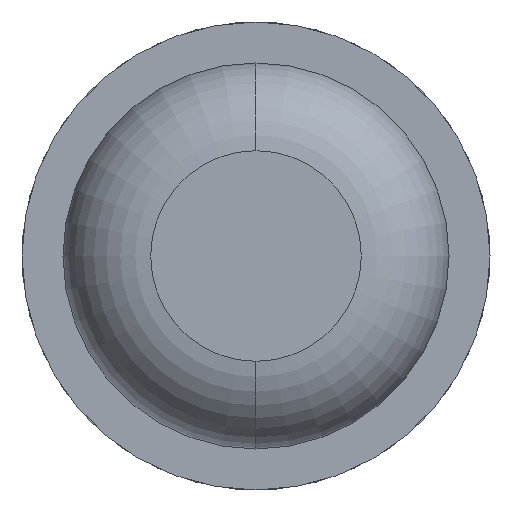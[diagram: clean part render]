
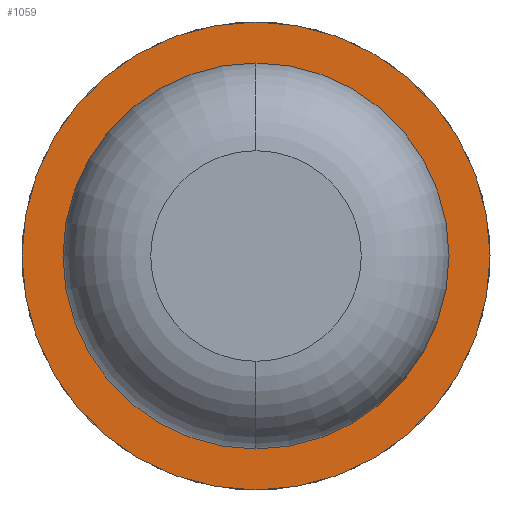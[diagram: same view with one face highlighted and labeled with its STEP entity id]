
A CAD part, front view. The second image highlights one B-rep face of the part: STEP entity #1059.
In plain terms, the highlighted planar face has unit normal (0, -1, 0).
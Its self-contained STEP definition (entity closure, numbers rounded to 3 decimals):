
#91 = DIRECTION ( 'NONE',  ( 0., 1., 0. ) ) ;
#318 = ORIENTED_EDGE ( 'NONE', *, *, #2755, .T. ) ;
#413 = VERTEX_POINT ( 'NONE', #2657 ) ;
#469 = DIRECTION ( 'NONE',  ( -1., 0., 0. ) ) ;
#578 = CARTESIAN_POINT ( 'NONE',  ( 0., -8., 0. ) ) ;
#692 = EDGE_CURVE ( 'Defeature ausgef�hrt1_5+Defeature ausgef�hrt1_0+Defeature ausgef�hrt1_0+Defeature ausgef�hrt1_0', #3346, #2827, #2304, .T. ) ;
#801 = EDGE_CURVE ( 'Defeature ausgef�hrt1_6+Defeature ausgef�hrt1_5+Defeature ausgef�hrt1_5+Defeature ausgef�hrt1_5', #3036, #413, #2734, .T. ) ;
#887 = DIRECTION ( 'NONE',  ( -1., 0., 0. ) ) ;
#891 = DIRECTION ( 'NONE',  ( 0., 1., 0. ) ) ;
#1059 = ADVANCED_FACE ( 'Defeature ausgef�hrt1_5', ( #1764, #1622 ), #1963, .F. ) ;
#1622 = FACE_BOUND ( 'NONE', #3955, .T. ) ;
#1661 = DIRECTION ( 'NONE',  ( 0., 1., 0. ) ) ;
#1711 = CARTESIAN_POINT ( 'NONE',  ( 0., -8., 0. ) ) ;
#1764 = FACE_OUTER_BOUND ( 'NONE', #3326, .T. ) ;
#1776 = DIRECTION ( 'NONE',  ( -1., 0., 0. ) ) ;
#1863 = AXIS2_PLACEMENT_3D ( 'NONE', #3939, #891, #1776 ) ;
#1864 = CARTESIAN_POINT ( 'NONE',  ( 1., -8., 0. ) ) ;
#1896 = AXIS2_PLACEMENT_3D ( 'NONE', #3751, #91, #2526 ) ;
#1963 = PLANE ( 'NONE',  #2257 ) ;
#2053 = DIRECTION ( 'NONE',  ( 0., 1., 0. ) ) ;
#2156 = CIRCLE ( 'NONE', #3656, 0.825 ) ;
#2257 = AXIS2_PLACEMENT_3D ( 'NONE', #2901, #1661, #469 ) ;
#2304 = CIRCLE ( 'NONE', #1896, 0.825 ) ;
#2334 = CARTESIAN_POINT ( 'NONE',  ( 0., -8., -0.825 ) ) ;
#2366 = EDGE_CURVE ( 'Defeature ausgef�hrt1_6+Defeature ausgef�hrt1_5+Defeature ausgef�hrt1_5+Defeature ausgef�hrt1_5', #413, #3036, #2671, .T. ) ;
#2526 = DIRECTION ( 'NONE',  ( -1., 0., 0. ) ) ;
#2628 = ORIENTED_EDGE ( 'NONE', *, *, #2366, .F. ) ;
#2657 = CARTESIAN_POINT ( 'NONE',  ( -1., -8., 0. ) ) ;
#2658 = DIRECTION ( 'NONE',  ( -1., 0., 0. ) ) ;
#2671 = CIRCLE ( 'NONE', #1863, 1. ) ;
#2714 = DIRECTION ( 'NONE',  ( 0., 1., 0. ) ) ;
#2719 = ORIENTED_EDGE ( 'NONE', *, *, #801, .F. ) ;
#2734 = CIRCLE ( 'NONE', #3609, 1. ) ;
#2754 = ORIENTED_EDGE ( 'NONE', *, *, #692, .T. ) ;
#2755 = EDGE_CURVE ( 'Defeature ausgef�hrt1_5+Defeature ausgef�hrt1_0+Defeature ausgef�hrt1_0+Defeature ausgef�hrt1_0', #2827, #3346, #2156, .T. ) ;
#2827 = VERTEX_POINT ( 'NONE', #3269 ) ;
#2901 = CARTESIAN_POINT ( 'NONE',  ( 0.825, -8., 0. ) ) ;
#3036 = VERTEX_POINT ( 'NONE', #1864 ) ;
#3269 = CARTESIAN_POINT ( 'NONE',  ( 0., -8., 0.825 ) ) ;
#3326 = EDGE_LOOP ( 'NONE', ( #2628, #2719 ) ) ;
#3346 = VERTEX_POINT ( 'NONE', #2334 ) ;
#3609 = AXIS2_PLACEMENT_3D ( 'NONE', #578, #2714, #887 ) ;
#3656 = AXIS2_PLACEMENT_3D ( 'NONE', #1711, #2053, #2658 ) ;
#3751 = CARTESIAN_POINT ( 'NONE',  ( 0., -8., 0. ) ) ;
#3939 = CARTESIAN_POINT ( 'NONE',  ( 0., -8., 0. ) ) ;
#3955 = EDGE_LOOP ( 'NONE', ( #318, #2754 ) ) ;
